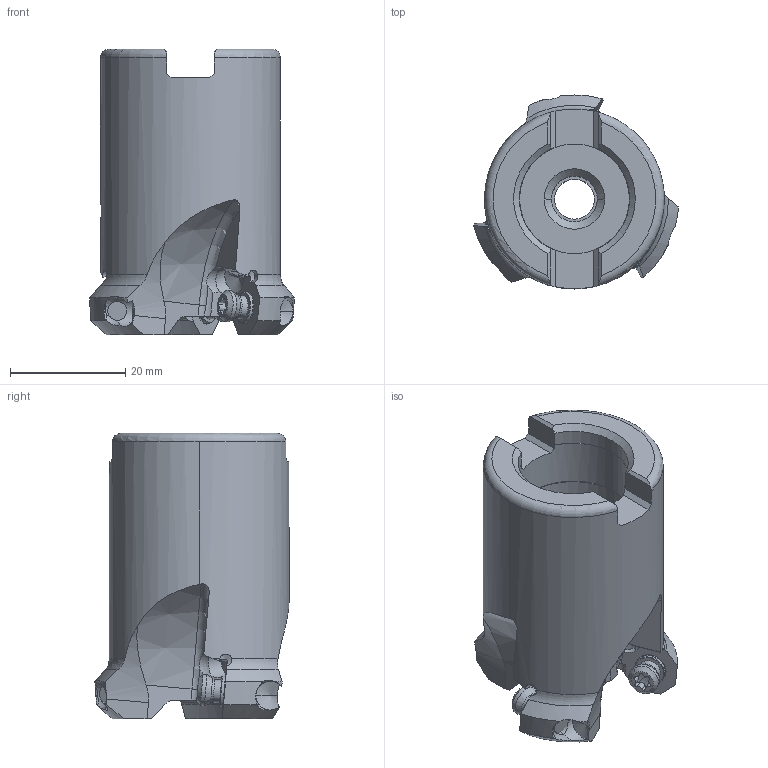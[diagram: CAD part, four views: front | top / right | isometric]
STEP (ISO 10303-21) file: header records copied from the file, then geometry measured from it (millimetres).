
FILE_DESCRIPTION(/* description */ (''),/* implementation_level */ '2;1');
FILE_NAME(/* name */ 'BRP6UPR1503X.stp',/* time_stamp */ '2019-03-25T17:35:16+09:00',/* author */ (''),/* organization */ (''),/* preprocessor_version */ 'ST-DEVELOPER v16',/* originating_system */ 'SIEMENS PLM Software NX 10.0',/* authorisation */ '');
FILE_SCHEMA (('AUTOMOTIVE_DESIGN { 1 0 10303 214 3 1 1 1 }'));
Length unit declared in the file: millimetre
Products named in the file (1): BRP6UPR1503X_ASM
Bounding box: 35.54 x 33.69 x 49.57 mm (x, y, z)
Volume: 24648.4 mm3; surface area: 9111.4 mm2
Topology: 4 solids, 4 shells, 295 faces, 941 edges, 634 vertices
Faces by surface type: cylinder 123, cone 69, plane 51, torus 37, sphere 15
Entity records: 13508 total; most frequent: CARTESIAN_POINT 5376, ORIENTED_EDGE 1834, DIRECTION 1595, EDGE_CURVE 917, AXIS2_PLACEMENT_3D 700, VERTEX_POINT 634, CIRCLE 360, B_SPLINE_CURVE_WITH_KNOTS 337
